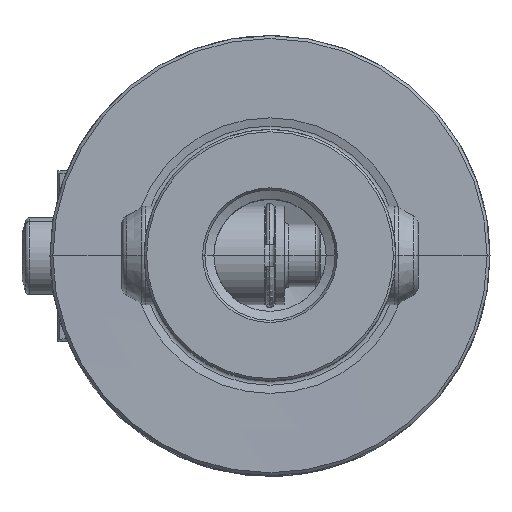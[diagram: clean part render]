
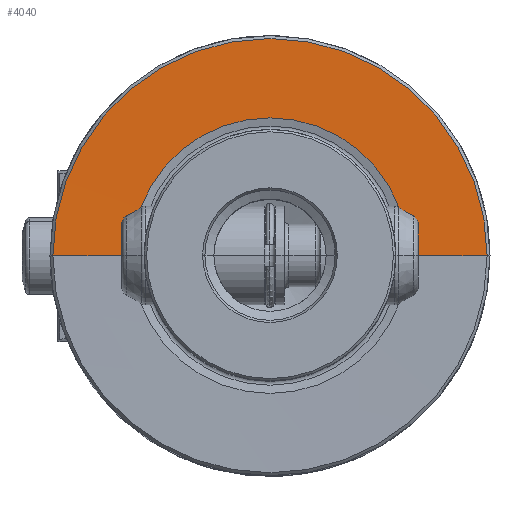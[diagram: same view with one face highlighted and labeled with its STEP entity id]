
A CAD part, top view. The second image highlights one B-rep face of the part: STEP entity #4040.
In plain terms, the highlighted conical face has half-angle 89.771 degrees and reference radius 14 mm.
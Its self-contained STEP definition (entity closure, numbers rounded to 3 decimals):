
#2508=VERTEX_POINT('NONE',#7043);
#2972=EDGE_CURVE('NONE',#6590,#6410,#7557,.T.);
#3034=EDGE_CURVE('NONE',#2508,#6590,#7629,.T.);
#4040=ADVANCED_FACE('NONE',(#8755),#8756,.F.);
#6410=VERTEX_POINT('NONE',#11395);
#6416=EDGE_CURVE('NONE',#2508,#6736,#11401,.T.);
#6578=EDGE_CURVE('NONE',#6410,#6736,#11582,.T.);
#6590=VERTEX_POINT('NONE',#11595);
#6736=VERTEX_POINT('NONE',#11758);
#7043=CARTESIAN_POINT('',(15.341,0.0,0.061));
#7557=LINE('',#12986,#12987);
#7629=CIRCLE('',#13095,15.341);
#8755=FACE_OUTER_BOUND('',#14754,.T.);
#8756=CONICAL_SURFACE('',#14755,14.0,1.567);
#11395=CARTESIAN_POINT('',(-24.178,0.,0.097));
#11401=LINE('',#19036,#19037);
#11582=CIRCLE('',#19334,24.178);
#11595=CARTESIAN_POINT('',(-15.341,0.,0.061));
#11758=CARTESIAN_POINT('',(24.178,0.,0.097));
#12986=CARTESIAN_POINT('',(-14.0,0.,0.056));
#12987=VECTOR('',#20509,1000.0);
#13095=AXIS2_PLACEMENT_3D('',#20620,#20621,#20622);
#14754=EDGE_LOOP('',(#21999,#22000,#22001,#22002));
#14755=AXIS2_PLACEMENT_3D('',#22003,#22004,#22005);
#19036=CARTESIAN_POINT('',(14.0,0.0,0.056));
#19037=VECTOR('',#25248,1000.0);
#19334=AXIS2_PLACEMENT_3D('',#25470,#25471,#25472);
#20509=DIRECTION('',(-1.,0.,0.004));
#20620=CARTESIAN_POINT('',(0.0,0.0,0.061));
#20621=DIRECTION('',(0.0,0.0,1.0));
#20622=DIRECTION('',(1.0,0.0,0.0));
#21999=ORIENTED_EDGE('',*,*,#2972,.F.);
#22000=ORIENTED_EDGE('',*,*,#3034,.F.);
#22001=ORIENTED_EDGE('',*,*,#6416,.T.);
#22002=ORIENTED_EDGE('',*,*,#6578,.F.);
#22003=CARTESIAN_POINT('',(0.0,0.0,0.056));
#22004=DIRECTION('',(-0.0,-0.0,1.0));
#22005=DIRECTION('',(1.0,0.0,0.0));
#25248=DIRECTION('',(1.,0.0,0.004));
#25470=CARTESIAN_POINT('',(0.0,0.0,0.097));
#25471=DIRECTION('',(0.0,0.0,-1.0));
#25472=DIRECTION('',(1.0,0.0,0.0));
